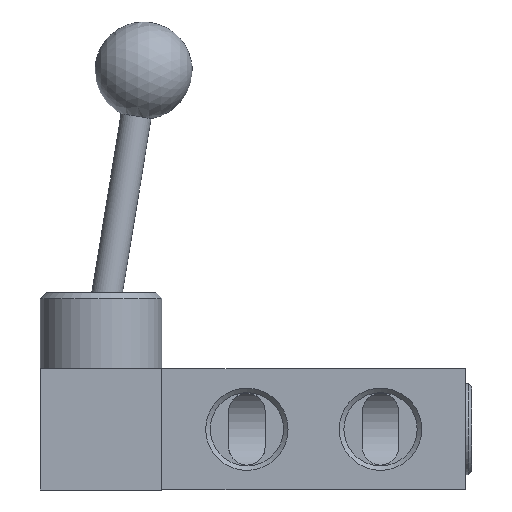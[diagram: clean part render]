
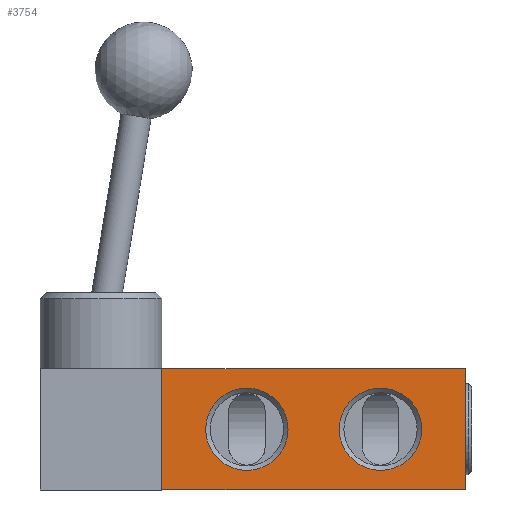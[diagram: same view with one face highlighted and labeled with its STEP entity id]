
A CAD part, front view. The second image highlights one B-rep face of the part: STEP entity #3754.
In plain terms, the highlighted planar face has unit normal (0, -1, 0).
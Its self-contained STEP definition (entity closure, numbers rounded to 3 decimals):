
#238=LINE('',#5215,#444);
#258=LINE('',#5345,#464);
#272=LINE('',#5559,#478);
#275=LINE('',#5568,#481);
#444=VECTOR('',#4414,1000.);
#464=VECTOR('',#4442,1000.);
#478=VECTOR('',#4530,1000.);
#481=VECTOR('',#4543,1000.);
#907=ORIENTED_EDGE('',*,*,#1450,.T.);
#908=ORIENTED_EDGE('',*,*,#1451,.T.);
#909=ORIENTED_EDGE('',*,*,#1449,.T.);
#910=ORIENTED_EDGE('',*,*,#1399,.F.);
#911=ORIENTED_EDGE('',*,*,#1445,.F.);
#912=ORIENTED_EDGE('',*,*,#1370,.T.);
#1370=EDGE_CURVE('',#1677,#1675,#238,.T.);
#1399=EDGE_CURVE('',#1705,#1702,#258,.T.);
#1445=EDGE_CURVE('',#1677,#1705,#272,.T.);
#1449=EDGE_CURVE('',#1675,#1702,#275,.T.);
#1450=EDGE_CURVE('',#1752,#1752,#1891,.F.);
#1451=EDGE_CURVE('',#1753,#1753,#1892,.F.);
#1675=VERTEX_POINT('',#5213);
#1677=VERTEX_POINT('',#5216);
#1702=VERTEX_POINT('',#5339);
#1705=VERTEX_POINT('',#5344);
#1752=VERTEX_POINT('',#5571);
#1753=VERTEX_POINT('',#5573);
#1891=CIRCLE('',#4010,13.559);
#1892=CIRCLE('',#4011,13.559);
#2062=EDGE_LOOP('',(#907));
#2063=EDGE_LOOP('',(#908));
#2064=EDGE_LOOP('',(#909,#910,#911,#912));
#2328=FACE_BOUND('',#2062,.T.);
#2329=FACE_BOUND('',#2063,.T.);
#2330=FACE_BOUND('',#2064,.T.);
#2500=PLANE('',#4009);
#3754=ADVANCED_FACE('',(#2328,#2329,#2330),#2500,.T.);
#4009=AXIS2_PLACEMENT_3D('',#5569,#4544,#4545);
#4010=AXIS2_PLACEMENT_3D('',#5570,#4546,#4547);
#4011=AXIS2_PLACEMENT_3D('',#5572,#4548,#4549);
#4414=DIRECTION('',(1.,0.,0.));
#4442=DIRECTION('',(1.,0.,0.));
#4530=DIRECTION('',(0.,0.,1.));
#4543=DIRECTION('',(0.,0.,1.));
#4544=DIRECTION('',(0.,-1.,0.));
#4545=DIRECTION('',(1.,0.,0.));
#4546=DIRECTION('',(0.,-1.,0.));
#4547=DIRECTION('',(0.,0.,-1.));
#4548=DIRECTION('',(0.,-1.,0.));
#4549=DIRECTION('',(0.,0.,-1.));
#5213=CARTESIAN_POINT('',(0.,-40.,-20.));
#5215=CARTESIAN_POINT('',(-100.,-40.,-20.));
#5216=CARTESIAN_POINT('',(-100.,-40.,-20.));
#5339=CARTESIAN_POINT('',(0.,-40.,20.));
#5344=CARTESIAN_POINT('',(-100.,-40.,20.));
#5345=CARTESIAN_POINT('',(-100.,-40.,20.));
#5559=CARTESIAN_POINT('',(-100.,-40.,-20.));
#5568=CARTESIAN_POINT('',(0.,-40.,-20.));
#5569=CARTESIAN_POINT('',(-100.,-40.,-20.));
#5570=CARTESIAN_POINT('',(-72.,-40.,0.));
#5571=CARTESIAN_POINT('',(-72.,-40.,-13.559));
#5572=CARTESIAN_POINT('',(-28.,-40.,0.));
#5573=CARTESIAN_POINT('',(-28.,-40.,-13.559));
